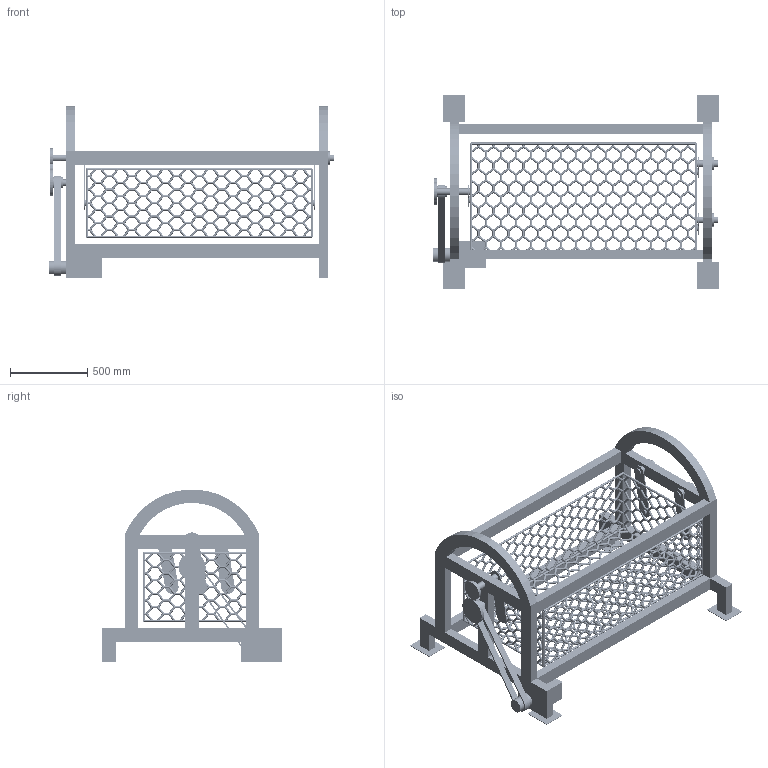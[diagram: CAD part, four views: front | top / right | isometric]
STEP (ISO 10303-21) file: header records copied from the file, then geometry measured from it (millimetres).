
FILE_DESCRIPTION(('FreeCAD Model'),'2;1');
FILE_NAME('Open CASCADE Shape Model','2025-05-01T21:09:52',('FreeCAD'),( 'FreeCAD'),'Open CASCADE STEP processor 7.6','FreeCAD','Unknown');
FILE_SCHEMA(('AUTOMOTIVE_DESIGN { 1 0 10303 214 1 1 1 1 }'));
Products named in the file (1): Open CASCADE STEP translator 7.6 1
Bounding box: 1848.74 x 1247 x 1115.98 mm (x, y, z)
Volume: 50481815.3 mm3; surface area: 13187504.3 mm2
Topology: 1601 solids, 1605 shells, 5008 faces, 5385 edges, 3589 vertices
Faces by surface type: bspline 5008
Entity records: 110486 total; most frequent: CARTESIAN_POINT 66935, ORIENTED_EDGE 10770, EDGE_CURVE 5385, FACE_BOUND 5064, EDGE_LOOP 5064, ADVANCED_FACE 5008, VERTEX_POINT 3589, B_SPLINE_SURFACE_WITH_KNOTS 3364
